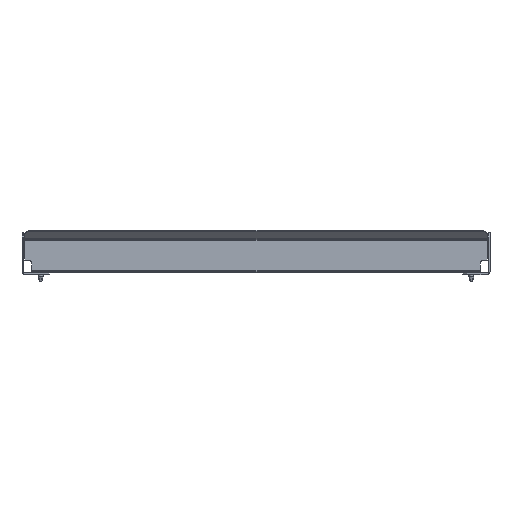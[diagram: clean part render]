
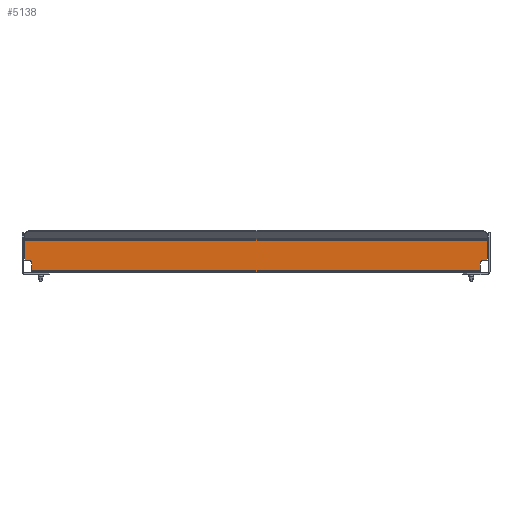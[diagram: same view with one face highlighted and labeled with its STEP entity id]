
A CAD part, front view. The second image highlights one B-rep face of the part: STEP entity #5138.
In plain terms, the highlighted face is planar.
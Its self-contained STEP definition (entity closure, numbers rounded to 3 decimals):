
#138 = CIRCLE ( 'NONE', #4373, 3.25 ) ;
#176 = LINE ( 'NONE', #8076, #6943 ) ;
#186 = VERTEX_POINT ( 'NONE', #6207 ) ;
#208 = ORIENTED_EDGE ( 'NONE', *, *, #1833, .T. ) ;
#328 = EDGE_CURVE ( 'NONE', #7283, #2231, #911, .T. ) ;
#438 = VECTOR ( 'NONE', #1186, 1000. ) ;
#731 = CARTESIAN_POINT ( 'NONE',  ( -194., 0., 27.929 ) ) ;
#812 = LINE ( 'NONE', #2483, #2688 ) ;
#829 = ORIENTED_EDGE ( 'NONE', *, *, #5020, .F. ) ;
#911 = LINE ( 'NONE', #5086, #5986 ) ;
#1032 = CARTESIAN_POINT ( 'NONE',  ( -188., 0., 7.55 ) ) ;
#1110 = VERTEX_POINT ( 'NONE', #1236 ) ;
#1186 = DIRECTION ( 'NONE',  ( 0., 0., 1. ) ) ;
#1190 = LINE ( 'NONE', #731, #7657 ) ;
#1236 = CARTESIAN_POINT ( 'NONE',  ( -194., 0., 10.8 ) ) ;
#1347 = EDGE_CURVE ( 'NONE', #3513, #186, #6783, .T. ) ;
#1400 = EDGE_CURVE ( 'NONE', #186, #3341, #4154, .T. ) ;
#1512 = DIRECTION ( 'NONE',  ( 0., -1., 0. ) ) ;
#1587 = LINE ( 'NONE', #7059, #2004 ) ;
#1645 = CARTESIAN_POINT ( 'NONE',  ( -191.25, 0., 7.55 ) ) ;
#1766 = CARTESIAN_POINT ( 'NONE',  ( 188., 0., -0.001 ) ) ;
#1785 = AXIS2_PLACEMENT_3D ( 'NONE', #7844, #2635, #5217 ) ;
#1833 = EDGE_CURVE ( 'NONE', #7283, #3513, #812, .T. ) ;
#1879 = ORIENTED_EDGE ( 'NONE', *, *, #1347, .T. ) ;
#1996 = LINE ( 'NONE', #1766, #438 ) ;
#2004 = VECTOR ( 'NONE', #4488, 1000. ) ;
#2058 = CARTESIAN_POINT ( 'NONE',  ( 188., 0., 10.8 ) ) ;
#2231 = VERTEX_POINT ( 'NONE', #3051 ) ;
#2249 = DIRECTION ( 'NONE',  ( -1., 0., 0. ) ) ;
#2261 = CARTESIAN_POINT ( 'NONE',  ( 191.25, 0., 7.55 ) ) ;
#2483 = CARTESIAN_POINT ( 'NONE',  ( 194., 0., 27.929 ) ) ;
#2505 = VECTOR ( 'NONE', #3901, 1000. ) ;
#2635 = DIRECTION ( 'NONE',  ( 0., 1., 0. ) ) ;
#2688 = VECTOR ( 'NONE', #8249, 1000. ) ;
#2928 = EDGE_LOOP ( 'NONE', ( #7338, #4316, #4387, #5388, #4231, #208, #1879, #7603, #829, #5645 ) ) ;
#3051 = CARTESIAN_POINT ( 'NONE',  ( -194., 0., 27.515 ) ) ;
#3121 = PLANE ( 'NONE',  #1785 ) ;
#3246 = AXIS2_PLACEMENT_3D ( 'NONE', #2261, #1512, #4217 ) ;
#3341 = VERTEX_POINT ( 'NONE', #7060 ) ;
#3513 = VERTEX_POINT ( 'NONE', #6478 ) ;
#3783 = EDGE_CURVE ( 'NONE', #4892, #7647, #176, .T. ) ;
#3864 = CARTESIAN_POINT ( 'NONE',  ( 194., 0., 27.515 ) ) ;
#3870 = DIRECTION ( 'NONE',  ( -1., 0., 0. ) ) ;
#3901 = DIRECTION ( 'NONE',  ( -1., 0., 0. ) ) ;
#4154 = CIRCLE ( 'NONE', #3246, 3.25 ) ;
#4217 = DIRECTION ( 'NONE',  ( 0., 0., 1. ) ) ;
#4231 = ORIENTED_EDGE ( 'NONE', *, *, #328, .F. ) ;
#4250 = DIRECTION ( 'NONE',  ( 0., 0., 1. ) ) ;
#4316 = ORIENTED_EDGE ( 'NONE', *, *, #5371, .T. ) ;
#4373 = AXIS2_PLACEMENT_3D ( 'NONE', #1645, #8069, #4250 ) ;
#4387 = ORIENTED_EDGE ( 'NONE', *, *, #5797, .T. ) ;
#4488 = DIRECTION ( 'NONE',  ( 0., 0., 1. ) ) ;
#4542 = EDGE_CURVE ( 'NONE', #7647, #7815, #1587, .T. ) ;
#4741 = VERTEX_POINT ( 'NONE', #8022 ) ;
#4892 = VERTEX_POINT ( 'NONE', #5024 ) ;
#5020 = EDGE_CURVE ( 'NONE', #4892, #3341, #1996, .T. ) ;
#5024 = CARTESIAN_POINT ( 'NONE',  ( 188., 0., 1.8 ) ) ;
#5086 = CARTESIAN_POINT ( 'NONE',  ( 194., 0., 27.515 ) ) ;
#5138 = ADVANCED_FACE ( 'NONE', ( #8235 ), #3121, .T. ) ;
#5217 = DIRECTION ( 'NONE',  ( 0., 0., 1. ) ) ;
#5371 = EDGE_CURVE ( 'NONE', #7815, #4741, #138, .T. ) ;
#5388 = ORIENTED_EDGE ( 'NONE', *, *, #8094, .F. ) ;
#5557 = VECTOR ( 'NONE', #7920, 1000. ) ;
#5645 = ORIENTED_EDGE ( 'NONE', *, *, #3783, .T. ) ;
#5797 = EDGE_CURVE ( 'NONE', #4741, #1110, #7299, .T. ) ;
#5986 = VECTOR ( 'NONE', #3870, 1000. ) ;
#6207 = CARTESIAN_POINT ( 'NONE',  ( 191.25, 0., 10.8 ) ) ;
#6478 = CARTESIAN_POINT ( 'NONE',  ( 194., 0., 10.8 ) ) ;
#6603 = DIRECTION ( 'NONE',  ( 0., 0., -1. ) ) ;
#6783 = LINE ( 'NONE', #2058, #5557 ) ;
#6943 = VECTOR ( 'NONE', #2249, 1000. ) ;
#7059 = CARTESIAN_POINT ( 'NONE',  ( -188., 0., -0.001 ) ) ;
#7060 = CARTESIAN_POINT ( 'NONE',  ( 188., 0., 7.55 ) ) ;
#7283 = VERTEX_POINT ( 'NONE', #3864 ) ;
#7299 = LINE ( 'NONE', #7770, #2505 ) ;
#7338 = ORIENTED_EDGE ( 'NONE', *, *, #4542, .T. ) ;
#7603 = ORIENTED_EDGE ( 'NONE', *, *, #1400, .T. ) ;
#7647 = VERTEX_POINT ( 'NONE', #8186 ) ;
#7657 = VECTOR ( 'NONE', #6603, 1000. ) ;
#7770 = CARTESIAN_POINT ( 'NONE',  ( -188., 0., 10.8 ) ) ;
#7815 = VERTEX_POINT ( 'NONE', #1032 ) ;
#7844 = CARTESIAN_POINT ( 'NONE',  ( 194., 0., 27.929 ) ) ;
#7920 = DIRECTION ( 'NONE',  ( -1., 0., 0. ) ) ;
#8022 = CARTESIAN_POINT ( 'NONE',  ( -191.25, 0., 10.8 ) ) ;
#8069 = DIRECTION ( 'NONE',  ( 0., -1., 0. ) ) ;
#8076 = CARTESIAN_POINT ( 'NONE',  ( 194., 0., 1.8 ) ) ;
#8094 = EDGE_CURVE ( 'NONE', #2231, #1110, #1190, .T. ) ;
#8186 = CARTESIAN_POINT ( 'NONE',  ( -188., 0., 1.8 ) ) ;
#8235 = FACE_OUTER_BOUND ( 'NONE', #2928, .T. ) ;
#8249 = DIRECTION ( 'NONE',  ( 0., 0., -1. ) ) ;
